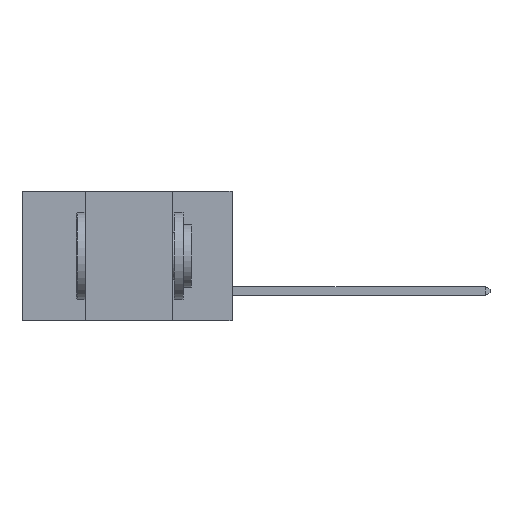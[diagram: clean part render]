
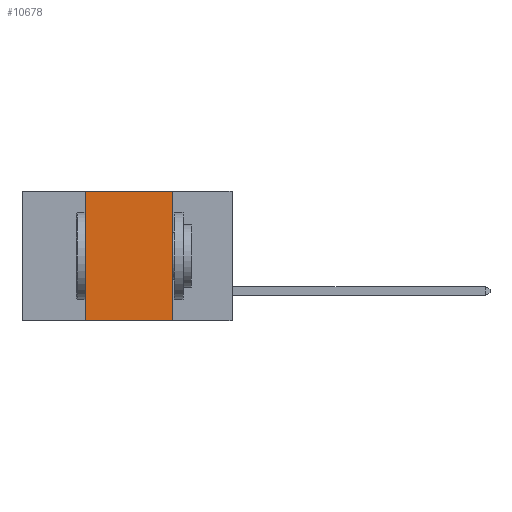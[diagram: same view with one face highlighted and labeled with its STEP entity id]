
A CAD part, left-side view. The second image highlights one B-rep face of the part: STEP entity #10678.
In plain terms, the highlighted planar face has unit normal (-1, 0, 0).
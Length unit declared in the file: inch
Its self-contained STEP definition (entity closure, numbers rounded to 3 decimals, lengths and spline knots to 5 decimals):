
#932 = VERTEX_POINT ( 'NONE', #1387 ) ;
#1291 = FACE_OUTER_BOUND ( 'NONE', #7702, .T. ) ;
#1329 = LINE ( 'NONE', #11614, #14683 ) ;
#1387 = CARTESIAN_POINT ( 'NONE',  ( 0., 0.17, -0.37 ) ) ;
#3550 = PLANE ( 'NONE',  #8804 ) ;
#3989 = CARTESIAN_POINT ( 'NONE',  ( 0., 0.42, -0.37 ) ) ;
#4067 = VERTEX_POINT ( 'NONE', #3989 ) ;
#4159 = VECTOR ( 'NONE', #9979, 39.37008 ) ;
#4910 = DIRECTION ( 'NONE',  ( 1., 0., 0. ) ) ;
#5132 = DIRECTION ( 'NONE',  ( 0., -1., 0. ) ) ;
#5391 = DIRECTION ( 'NONE',  ( 0., 0., 1. ) ) ;
#5656 = ORIENTED_EDGE ( 'NONE', *, *, #13054, .T. ) ;
#5773 = CARTESIAN_POINT ( 'NONE',  ( 0., 0.17, 0. ) ) ;
#6085 = CARTESIAN_POINT ( 'NONE',  ( 0., 0.17, 0. ) ) ;
#6104 = DIRECTION ( 'NONE',  ( 0., -1., 0. ) ) ;
#6710 = LINE ( 'NONE', #14363, #13498 ) ;
#7702 = EDGE_LOOP ( 'NONE', ( #11744, #15059, #15443, #5656 ) ) ;
#8533 = VECTOR ( 'NONE', #6104, 39.37008 ) ;
#8804 = AXIS2_PLACEMENT_3D ( 'NONE', #11396, #4910, #13926 ) ;
#9933 = CARTESIAN_POINT ( 'NONE',  ( 0., 0.6, 0. ) ) ;
#9979 = DIRECTION ( 'NONE',  ( 0., 0., -1. ) ) ;
#10053 = EDGE_CURVE ( 'NONE', #12239, #13367, #12371, .T. ) ;
#10678 = ADVANCED_FACE ( 'NONE', ( #1291 ), #3550, .F. ) ;
#11396 = CARTESIAN_POINT ( 'NONE',  ( 0., 0.6, 0. ) ) ;
#11614 = CARTESIAN_POINT ( 'NONE',  ( 0., 0.6, -0.37 ) ) ;
#11744 = ORIENTED_EDGE ( 'NONE', *, *, #14698, .F. ) ;
#11862 = CARTESIAN_POINT ( 'NONE',  ( 0., 0.42, 0. ) ) ;
#12239 = VERTEX_POINT ( 'NONE', #11862 ) ;
#12371 = LINE ( 'NONE', #9933, #8533 ) ;
#13054 = EDGE_CURVE ( 'NONE', #4067, #932, #1329, .T. ) ;
#13367 = VERTEX_POINT ( 'NONE', #5773 ) ;
#13498 = VECTOR ( 'NONE', #5391, 39.37008 ) ;
#13879 = EDGE_CURVE ( 'NONE', #4067, #12239, #6710, .T. ) ;
#13926 = DIRECTION ( 'NONE',  ( 0., 0., -1. ) ) ;
#14363 = CARTESIAN_POINT ( 'NONE',  ( 0., 0.42, 0. ) ) ;
#14445 = LINE ( 'NONE', #6085, #4159 ) ;
#14683 = VECTOR ( 'NONE', #5132, 39.37008 ) ;
#14698 = EDGE_CURVE ( 'NONE', #13367, #932, #14445, .T. ) ;
#15059 = ORIENTED_EDGE ( 'NONE', *, *, #10053, .F. ) ;
#15443 = ORIENTED_EDGE ( 'NONE', *, *, #13879, .F. ) ;
